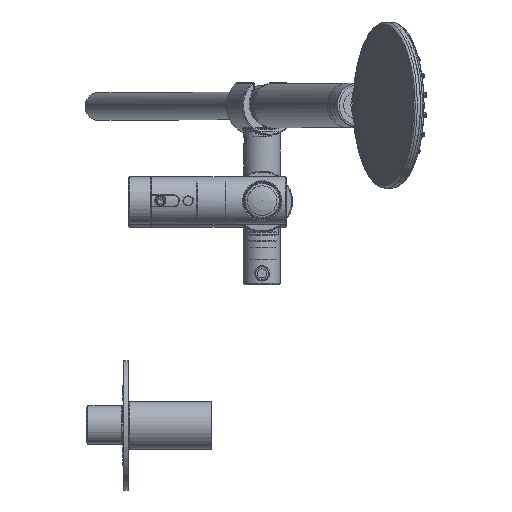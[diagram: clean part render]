
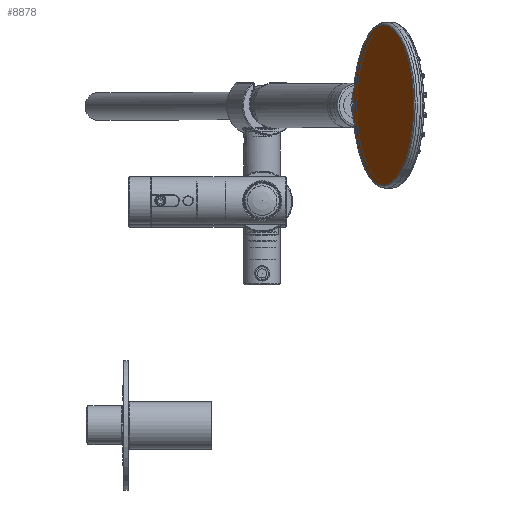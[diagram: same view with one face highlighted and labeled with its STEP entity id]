
A CAD part, top view. The second image highlights one B-rep face of the part: STEP entity #8878.
In plain terms, the highlighted face is planar.
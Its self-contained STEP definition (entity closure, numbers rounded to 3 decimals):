
#769=PLANE('',#12390);
#3256=ORIENTED_EDGE('',*,*,#4484,.T.);
#4484=EDGE_CURVE('',#5328,#5328,#5945,.T.);
#5328=VERTEX_POINT('',#18768);
#5945=CIRCLE('',#12389,43.5);
#6896=EDGE_LOOP('',(#3256));
#7965=FACE_BOUND('',#6896,.T.);
#8878=ADVANCED_FACE('',(#7965),#769,.F.);
#12389=AXIS2_PLACEMENT_3D('',#18767,#14798,#14799);
#12390=AXIS2_PLACEMENT_3D('',#18769,#14800,#14801);
#14798=DIRECTION('',(0.,-1.,0.));
#14799=DIRECTION('',(1.,0.,0.));
#14800=DIRECTION('',(0.,1.,0.));
#14801=DIRECTION('',(1.,0.,0.));
#18767=CARTESIAN_POINT('',(44.901,9.003,-59.1));
#18768=CARTESIAN_POINT('',(88.401,9.003,-59.1));
#18769=CARTESIAN_POINT('',(44.901,9.003,-59.1));
